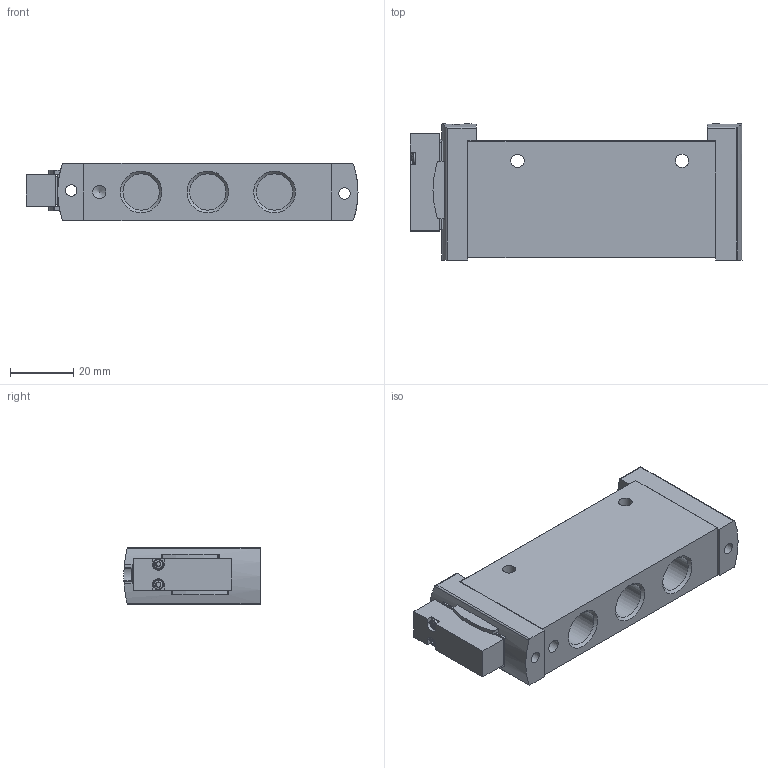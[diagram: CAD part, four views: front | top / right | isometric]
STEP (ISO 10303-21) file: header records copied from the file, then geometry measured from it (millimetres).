
FILE_DESCRIPTION(/* description */ ('STEP AP214'),/* implementation_level */ '2;1');
FILE_NAME(/* name */ '574270_VUWG-L18-M52-M-G14',/* time_stamp */ '2024-09-13T09:34:46+02:00',/* author */ ('License CC BY-ND 4.0'),/* organization */ ('CADENAS'),/* preprocessor_version */ 'ST-DEVELOPER v19.3',/* originating_system */ 'PARTsolutions',/* authorisation */ ' ');
FILE_SCHEMA (('AUTOMOTIVE_DESIGN {1 0 10303 214 3 1 1}'));
Length unit declared in the file: millimetre
Products named in the file (3): 574270 VUWG-L18-M52-M-G14; 571755 VUWG-L18-M52-M-G14---(G); 1155093 VUWG-M5
Assembly tree (2 placements, depth 2):
  574270 VUWG-L18-M52-M-G14
    571755 VUWG-L18-M52-M-G14---(G)
    1155093 VUWG-M5
Bounding box: 105 x 43.1 x 18.3 mm (x, y, z)
Volume: 62043.8 mm3; surface area: 17022 mm2
Topology: 2 solids, 2 shells, 276 faces, 756 edges, 499 vertices
Faces by surface type: plane 132, cylinder 130, cone 8, torus 4, sphere 2
Full cylindrical faces by diameter (mm): 3.2 x2, 3.6 x2, 4.134 x1, 4.2 x3, 11.445 x5
Entity records: 8830 total; most frequent: CARTESIAN_POINT 1720, DIRECTION 1504, ORIENTED_EDGE 1448, EDGE_CURVE 724, AXIS2_PLACEMENT_3D 567, VERTEX_POINT 494, LINE 370, VECTOR 370
